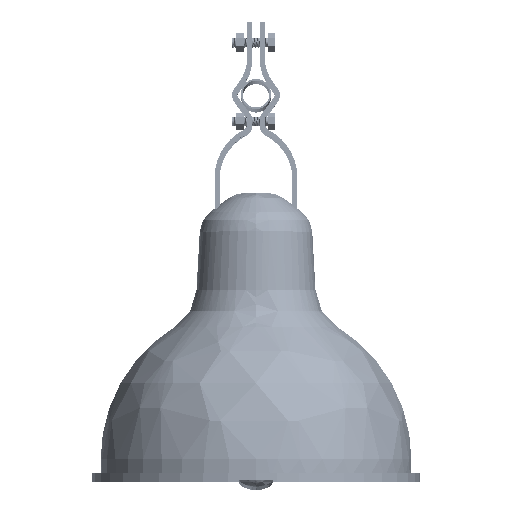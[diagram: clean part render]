
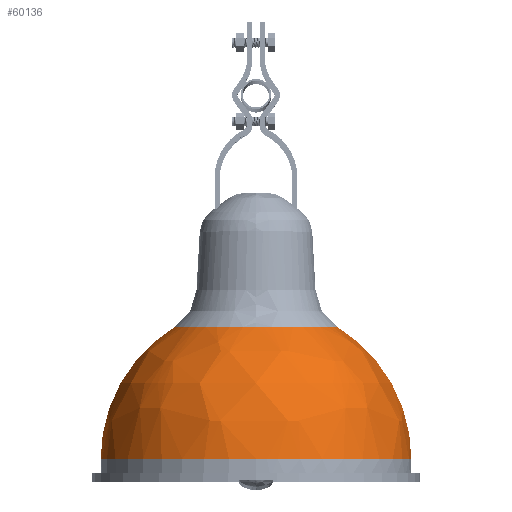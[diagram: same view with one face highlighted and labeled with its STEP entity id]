
A CAD part, top view. The second image highlights one B-rep face of the part: STEP entity #60136.
In plain terms, the highlighted free-form (B-spline) face has degree [2, 2] with [5, 3] control points.
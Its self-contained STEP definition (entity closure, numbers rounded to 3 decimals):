
#60098 = VERTEX_POINT('',#60099);
#60099 = CARTESIAN_POINT('',(0.,-62.575,
    -2235.324));
#60104 = EDGE_CURVE('',#60098,#60105,#60107,.T.);
#60105 = VERTEX_POINT('',#60106);
#60106 = CARTESIAN_POINT('',(-80.143,-62.575,
    -2315.467));
#60107 = ( BOUNDED_CURVE() B_SPLINE_CURVE(2,(#60108,#60109,#60110),
.UNSPECIFIED.,.F.,.F.) B_SPLINE_CURVE_WITH_KNOTS((3,3),(3.142,
4.712),.PIECEWISE_BEZIER_KNOTS.) CURVE() 
GEOMETRIC_REPRESENTATION_ITEM() RATIONAL_B_SPLINE_CURVE((1.,
0.707,1.)) REPRESENTATION_ITEM('') );
#60108 = CARTESIAN_POINT('',(0.,-62.575,
    -2235.324));
#60109 = CARTESIAN_POINT('',(-80.143,-62.575,
    -2235.324));
#60110 = CARTESIAN_POINT('',(-80.143,-62.575,
    -2315.467));
#60136 = ADVANCED_FACE('',(#60137),#60178,.T.);
#60137 = FACE_BOUND('',#60138,.T.);
#60138 = EDGE_LOOP('',(#60139,#60149,#60157,#60165,#60171,#60172));
#60139 = ORIENTED_EDGE('',*,*,#60140,.F.);
#60140 = EDGE_CURVE('',#60141,#60143,#60145,.T.);
#60141 = VERTEX_POINT('',#60142);
#60142 = CARTESIAN_POINT('',(41.997,5.682,
    -2315.467));
#60143 = VERTEX_POINT('',#60144);
#60144 = CARTESIAN_POINT('',(80.143,-62.575,
    -2315.467));
#60145 = ( BOUNDED_CURVE() B_SPLINE_CURVE(2,(#60146,#60147,#60148),
.UNSPECIFIED.,.F.,.F.) B_SPLINE_CURVE_WITH_KNOTS((3,3),(2.122,
3.142),.PIECEWISE_BEZIER_KNOTS.) CURVE() 
GEOMETRIC_REPRESENTATION_ITEM() RATIONAL_B_SPLINE_CURVE((1.,0.873
,1.)) REPRESENTATION_ITEM('') );
#60146 = CARTESIAN_POINT('',(41.997,5.682,
    -2315.467));
#60147 = CARTESIAN_POINT('',(80.143,-17.787,
    -2315.467));
#60148 = CARTESIAN_POINT('',(80.143,-62.575,
    -2315.467));
#60149 = ORIENTED_EDGE('',*,*,#60150,.T.);
#60150 = EDGE_CURVE('',#60141,#60151,#60153,.T.);
#60151 = VERTEX_POINT('',#60152);
#60152 = CARTESIAN_POINT('',(0.,5.682,
    -2273.47));
#60153 = ( BOUNDED_CURVE() B_SPLINE_CURVE(2,(#60154,#60155,#60156),
.UNSPECIFIED.,.F.,.F.) B_SPLINE_CURVE_WITH_KNOTS((3,3),(1.571,
3.142),.PIECEWISE_BEZIER_KNOTS.) CURVE() 
GEOMETRIC_REPRESENTATION_ITEM() RATIONAL_B_SPLINE_CURVE((1.,
0.707,1.)) REPRESENTATION_ITEM('') );
#60154 = CARTESIAN_POINT('',(41.997,5.682,
    -2315.467));
#60155 = CARTESIAN_POINT('',(41.997,5.682,
    -2273.47));
#60156 = CARTESIAN_POINT('',(0.,5.682,
    -2273.47));
#60157 = ORIENTED_EDGE('',*,*,#60158,.T.);
#60158 = EDGE_CURVE('',#60151,#60159,#60161,.T.);
#60159 = VERTEX_POINT('',#60160);
#60160 = CARTESIAN_POINT('',(-41.997,5.682,
    -2315.467));
#60161 = ( BOUNDED_CURVE() B_SPLINE_CURVE(2,(#60162,#60163,#60164),
.UNSPECIFIED.,.F.,.F.) B_SPLINE_CURVE_WITH_KNOTS((3,3),(3.142,
4.712),.PIECEWISE_BEZIER_KNOTS.) CURVE() 
GEOMETRIC_REPRESENTATION_ITEM() RATIONAL_B_SPLINE_CURVE((1.,
0.707,1.)) REPRESENTATION_ITEM('') );
#60162 = CARTESIAN_POINT('',(0.,5.682,
    -2273.47));
#60163 = CARTESIAN_POINT('',(-41.997,5.682,
    -2273.47));
#60164 = CARTESIAN_POINT('',(-41.997,5.682,
    -2315.467));
#60165 = ORIENTED_EDGE('',*,*,#60166,.T.);
#60166 = EDGE_CURVE('',#60159,#60105,#60167,.T.);
#60167 = ( BOUNDED_CURVE() B_SPLINE_CURVE(2,(#60168,#60169,#60170),
.UNSPECIFIED.,.F.,.F.) B_SPLINE_CURVE_WITH_KNOTS((3,3),(2.122,
3.142),.PIECEWISE_BEZIER_KNOTS.) CURVE() 
GEOMETRIC_REPRESENTATION_ITEM() RATIONAL_B_SPLINE_CURVE((1.,0.873
,1.)) REPRESENTATION_ITEM('') );
#60168 = CARTESIAN_POINT('',(-41.997,5.682,
    -2315.467));
#60169 = CARTESIAN_POINT('',(-80.143,-17.787,
    -2315.467));
#60170 = CARTESIAN_POINT('',(-80.143,-62.575,
    -2315.467));
#60171 = ORIENTED_EDGE('',*,*,#60104,.F.);
#60172 = ORIENTED_EDGE('',*,*,#60173,.F.);
#60173 = EDGE_CURVE('',#60143,#60098,#60174,.T.);
#60174 = ( BOUNDED_CURVE() B_SPLINE_CURVE(2,(#60175,#60176,#60177),
.UNSPECIFIED.,.F.,.F.) B_SPLINE_CURVE_WITH_KNOTS((3,3),(1.571,
3.142),.PIECEWISE_BEZIER_KNOTS.) CURVE() 
GEOMETRIC_REPRESENTATION_ITEM() RATIONAL_B_SPLINE_CURVE((1.,
0.707,1.)) REPRESENTATION_ITEM('') );
#60175 = CARTESIAN_POINT('',(80.143,-62.575,
    -2315.467));
#60176 = CARTESIAN_POINT('',(80.143,-62.575,
    -2235.324));
#60177 = CARTESIAN_POINT('',(0.,-62.575,
    -2235.324));
#60178 = ( BOUNDED_SURFACE() B_SPLINE_SURFACE(2,2,(
    (#60179,#60180,#60181)
    ,(#60182,#60183,#60184)
    ,(#60185,#60186,#60187)
    ,(#60188,#60189,#60190)
    ,(#60191,#60192,#60193
)),.UNSPECIFIED.,.F.,.F.,.F.) B_SPLINE_SURFACE_WITH_KNOTS((3,2,3),(3,3),
  (0.,1.571,3.142),(0.,1.019),
.PIECEWISE_BEZIER_KNOTS.) GEOMETRIC_REPRESENTATION_ITEM() 
RATIONAL_B_SPLINE_SURFACE((
    (1.,0.873,1.)
    ,(0.707,0.617,0.707)
    ,(1.,0.873,1.)
    ,(0.707,0.617,0.707)
,(1.,0.873,1.))) REPRESENTATION_ITEM('') SURFACE() );
#60179 = CARTESIAN_POINT('',(-80.143,-62.575,
    -2315.467));
#60180 = CARTESIAN_POINT('',(-80.143,-17.787,
    -2315.467));
#60181 = CARTESIAN_POINT('',(-41.997,5.682,
    -2315.467));
#60182 = CARTESIAN_POINT('',(-80.143,-62.575,
    -2235.324));
#60183 = CARTESIAN_POINT('',(-80.143,-17.787,
    -2235.324));
#60184 = CARTESIAN_POINT('',(-41.997,5.682,
    -2273.47));
#60185 = CARTESIAN_POINT('',(0.,-62.575,
    -2235.324));
#60186 = CARTESIAN_POINT('',(0.,-17.787,
    -2235.324));
#60187 = CARTESIAN_POINT('',(0.,5.682,
    -2273.47));
#60188 = CARTESIAN_POINT('',(80.143,-62.575,
    -2235.324));
#60189 = CARTESIAN_POINT('',(80.143,-17.787,
    -2235.324));
#60190 = CARTESIAN_POINT('',(41.997,5.682,
    -2273.47));
#60191 = CARTESIAN_POINT('',(80.143,-62.575,
    -2315.467));
#60192 = CARTESIAN_POINT('',(80.143,-17.787,
    -2315.467));
#60193 = CARTESIAN_POINT('',(41.997,5.682,
    -2315.467));
